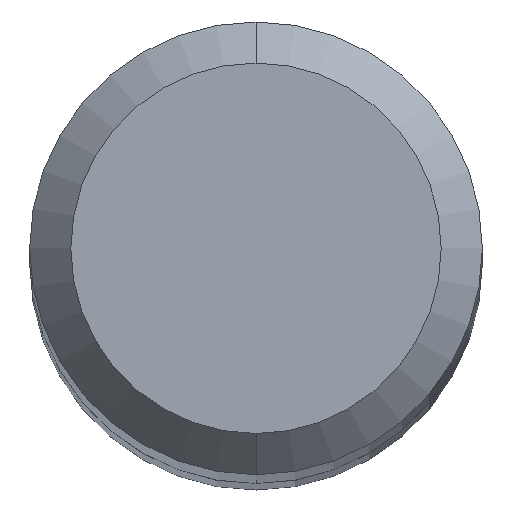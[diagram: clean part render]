
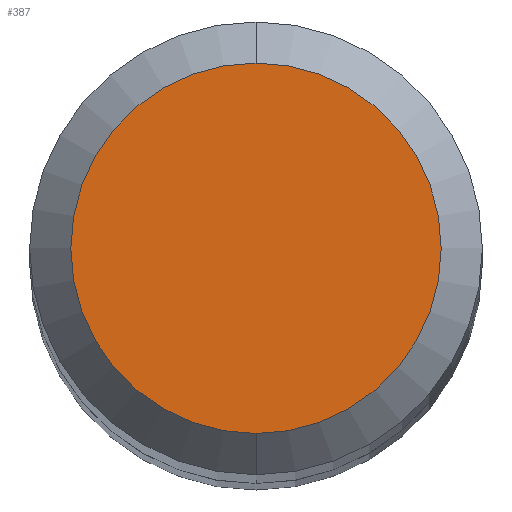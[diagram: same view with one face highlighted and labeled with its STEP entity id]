
A CAD part, top view. The second image highlights one B-rep face of the part: STEP entity #387.
In plain terms, the highlighted planar face has unit normal (0, 0, 1).
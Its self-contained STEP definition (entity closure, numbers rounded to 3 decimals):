
#237=EDGE_CURVE('',#279,#349,#520,.T.);
#279=VERTEX_POINT('',#568);
#301=EDGE_CURVE('',#349,#279,#591,.T.);
#349=VERTEX_POINT('',#643);
#387=ADVANCED_FACE('',(#684),#685,.T.);
#520=CIRCLE('',#881,1.35);
#568=CARTESIAN_POINT('',(0.,-1.35,0.0));
#591=CIRCLE('',#1038,1.35);
#643=CARTESIAN_POINT('',(0.0,1.35,0.0));
#684=FACE_OUTER_BOUND('',#1221,.T.);
#685=PLANE('',#1222);
#881=AXIS2_PLACEMENT_3D('',#1415,#1416,#1417);
#1038=AXIS2_PLACEMENT_3D('',#1494,#1495,#1496);
#1221=EDGE_LOOP('',(#1589,#1590));
#1222=AXIS2_PLACEMENT_3D('',#1591,#1592,#1593);
#1415=CARTESIAN_POINT('',(0.0,0.0,0.0));
#1416=DIRECTION('',(0.0,0.0,-1.0));
#1417=DIRECTION('',(0.0,1.0,0.0));
#1494=CARTESIAN_POINT('',(0.0,0.0,0.0));
#1495=DIRECTION('',(0.0,0.0,-1.0));
#1496=DIRECTION('',(0.0,1.0,0.0));
#1589=ORIENTED_EDGE('',*,*,#301,.F.);
#1590=ORIENTED_EDGE('',*,*,#237,.F.);
#1591=CARTESIAN_POINT('',(0.0,0.675,0.0));
#1592=DIRECTION('',(-0.0,0.0,1.0));
#1593=DIRECTION('',(0.0,-1.0,0.0));
